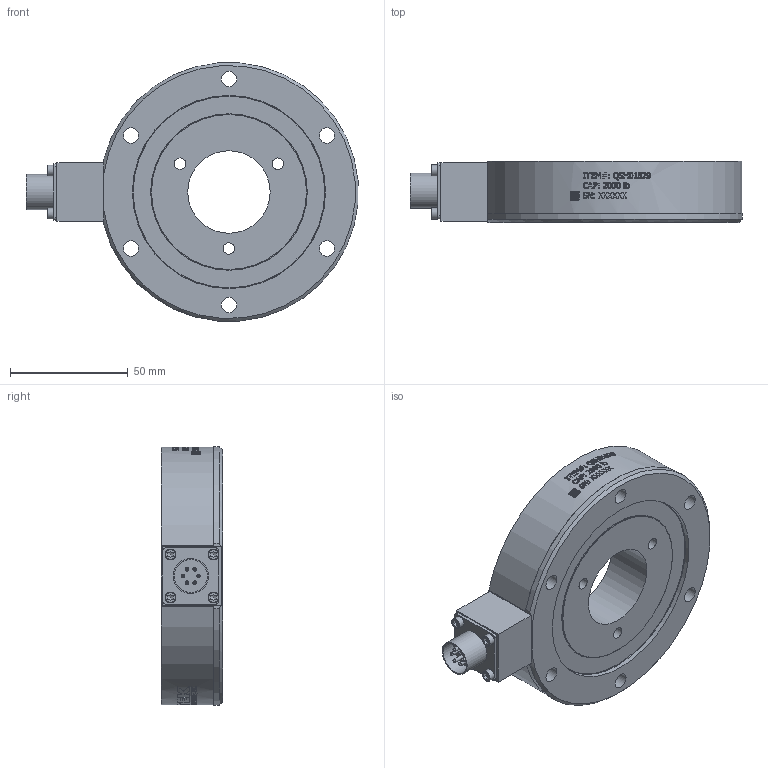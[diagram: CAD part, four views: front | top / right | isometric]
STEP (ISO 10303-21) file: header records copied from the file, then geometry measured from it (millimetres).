
FILE_DESCRIPTION(/* description */ (''),/* implementation_level */ '2;1');
FILE_NAME(/* name */ 'QSH01829-C.stp',/* time_stamp */ '2016-01-12T10:57:15-08:00',/* author */ ('elkolino'),/* organization */ (''),/* preprocessor_version */ 'ST-DEVELOPER v15.6',/* originating_system */ 'Autodesk Inventor 2015',/* authorisation */ '');
FILE_SCHEMA (('AUTOMOTIVE_DESIGN { 1 0 10303 214 3 1 1 }'));
Products named in the file (1): QSH01829-C
Bounding box: 140.98 x 25.91 x 109.62 mm (x, y, z)
Volume: 199613 mm3; surface area: 39983.7 mm2
Topology: 1 solids, 1 shells, 1506 faces, 4002 edges, 2627 vertices
Faces by surface type: plane 770, bspline 547, cylinder 177, torus 7, cone 5
Full cylindrical faces by diameter (mm): 1.524 x6, 4.648 x4, 4.928 x3, 6.502 x6, 13.97 x1, 14.986 x1, 35.001 x1, 62.001 x1, 65.811 x1, 66.319 x1, 66.472 x1, 67.081 x1, 80.747 x1, 81.382 x1, 81.509 x1, 82.017 x1
Entity records: 60185 total; most frequent: CARTESIAN_POINT 24491, ORIENTED_EDGE 7944, DIRECTION 5592, EDGE_CURVE 3941, VERTEX_POINT 2608, LINE 1926, VECTOR 1926, AXIS2_PLACEMENT_3D 1833
